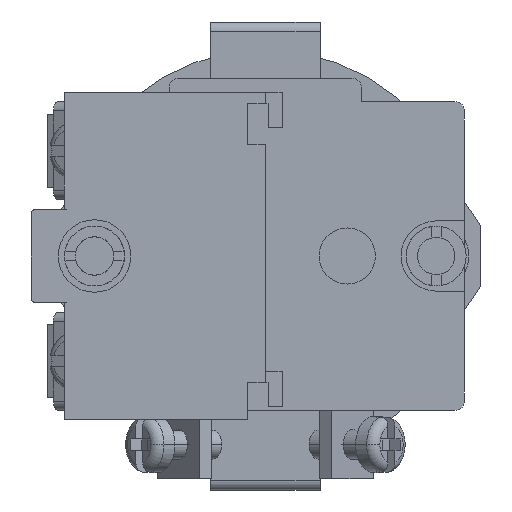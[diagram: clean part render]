
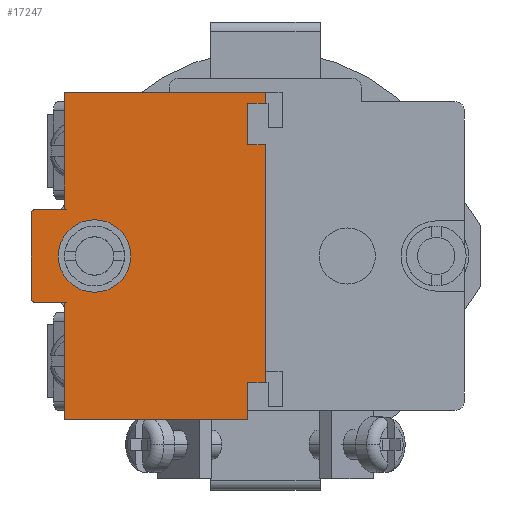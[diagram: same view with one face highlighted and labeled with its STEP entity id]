
A CAD part, front view. The second image highlights one B-rep face of the part: STEP entity #17247.
In plain terms, the highlighted planar face has unit normal (0, -1, 0).
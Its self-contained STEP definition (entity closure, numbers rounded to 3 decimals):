
#103 = CARTESIAN_POINT ( 'NONE',  ( -25., -72.1, -17.5 ) ) ;
#113 = EDGE_CURVE ( 'NONE', #2711, #1597, #7800, .T. ) ;
#773 = ORIENTED_EDGE ( 'NONE', *, *, #5164, .F. ) ;
#836 = CIRCLE ( 'NONE', #11971, 0.5 ) ;
#930 = VERTEX_POINT ( 'NONE', #12979 ) ;
#949 = LINE ( 'NONE', #1394, #16168 ) ;
#1066 = EDGE_CURVE ( 'NONE', #7455, #13890, #13136, .T. ) ;
#1342 = CARTESIAN_POINT ( 'NONE',  ( -21.5, -72.1, -17.5 ) ) ;
#1394 = CARTESIAN_POINT ( 'NONE',  ( 0.3, -72.1, -13.5 ) ) ;
#1409 = VECTOR ( 'NONE', #16071, 1000. ) ;
#1421 = CARTESIAN_POINT ( 'NONE',  ( -24.5, -72.1, -4.5 ) ) ;
#1465 = VECTOR ( 'NONE', #9858, 1000. ) ;
#1510 = VECTOR ( 'NONE', #16747, 1000. ) ;
#1519 = ORIENTED_EDGE ( 'NONE', *, *, #1841, .T. ) ;
#1556 = VERTEX_POINT ( 'NONE', #9970 ) ;
#1597 = VERTEX_POINT ( 'NONE', #8687 ) ;
#1607 = CARTESIAN_POINT ( 'NONE',  ( -24.5, -72.1, -5. ) ) ;
#1841 = EDGE_CURVE ( 'NONE', #8348, #16665, #8205, .T. ) ;
#1919 = ORIENTED_EDGE ( 'NONE', *, *, #18058, .T. ) ;
#1920 = DIRECTION ( 'NONE',  ( -1., 0., 0. ) ) ;
#2179 = VERTEX_POINT ( 'NONE', #14567 ) ;
#2491 = CARTESIAN_POINT ( 'NONE',  ( -24.5, -72.1, 5. ) ) ;
#2588 = ORIENTED_EDGE ( 'NONE', *, *, #11561, .T. ) ;
#2711 = VERTEX_POINT ( 'NONE', #14232 ) ;
#2793 = CARTESIAN_POINT ( 'NONE',  ( -12.5, -72.1, 11.9 ) ) ;
#2888 = VECTOR ( 'NONE', #17517, 1000. ) ;
#2896 = DIRECTION ( 'NONE',  ( 0., 0., 1. ) ) ;
#2960 = VERTEX_POINT ( 'NONE', #1607 ) ;
#3087 = CARTESIAN_POINT ( 'NONE',  ( -22.125, -72.1, 0. ) ) ;
#3274 = VECTOR ( 'NONE', #19087, 1000. ) ;
#3423 = DIRECTION ( 'NONE',  ( 0., 1., 0. ) ) ;
#3528 = VECTOR ( 'NONE', #16193, 1000. ) ;
#3744 = VECTOR ( 'NONE', #2896, 1000. ) ;
#3816 = CARTESIAN_POINT ( 'NONE',  ( -1.9, -72.1, 16.3 ) ) ;
#3929 = CARTESIAN_POINT ( 'NONE',  ( -24.5, -72.1, 4.5 ) ) ;
#4034 = CARTESIAN_POINT ( 'NONE',  ( 0., -72.1, 17.5 ) ) ;
#4176 = LINE ( 'NONE', #11393, #4630 ) ;
#4387 = CARTESIAN_POINT ( 'NONE',  ( 0., -72.1, 11.9 ) ) ;
#4630 = VECTOR ( 'NONE', #12917, 1000. ) ;
#4700 = CARTESIAN_POINT ( 'NONE',  ( -12.5, -72.1, 0. ) ) ;
#4712 = CARTESIAN_POINT ( 'NONE',  ( -25., -72.1, 4.5 ) ) ;
#5143 = DIRECTION ( 'NONE',  ( -1., 0., 0. ) ) ;
#5162 = EDGE_CURVE ( 'NONE', #17664, #2960, #7594, .T. ) ;
#5164 = EDGE_CURVE ( 'NONE', #13561, #930, #15955, .T. ) ;
#5258 = AXIS2_PLACEMENT_3D ( 'NONE', #13655, #10638, #16443 ) ;
#5283 = VECTOR ( 'NONE', #14627, 1000. ) ;
#5307 = LINE ( 'NONE', #2793, #1409 ) ;
#5382 = EDGE_CURVE ( 'NONE', #17664, #6424, #15619, .T. ) ;
#5705 = ORIENTED_EDGE ( 'NONE', *, *, #113, .T. ) ;
#5884 = CARTESIAN_POINT ( 'NONE',  ( -25., -72.1, -4.5 ) ) ;
#6027 = EDGE_CURVE ( 'NONE', #2960, #18763, #10656, .T. ) ;
#6104 = ORIENTED_EDGE ( 'NONE', *, *, #5382, .F. ) ;
#6272 = PLANE ( 'NONE',  #10088 ) ;
#6314 = LINE ( 'NONE', #7793, #1510 ) ;
#6424 = VERTEX_POINT ( 'NONE', #4712 ) ;
#6668 = EDGE_CURVE ( 'NONE', #2179, #9009, #11564, .T. ) ;
#6769 = VECTOR ( 'NONE', #8153, 1000. ) ;
#7219 = EDGE_CURVE ( 'NONE', #18763, #14804, #12724, .T. ) ;
#7427 = EDGE_CURVE ( 'NONE', #2179, #14804, #10821, .T. ) ;
#7455 = VERTEX_POINT ( 'NONE', #4387 ) ;
#7591 = EDGE_LOOP ( 'NONE', ( #8071, #1519 ) ) ;
#7594 = CIRCLE ( 'NONE', #16209, 0.5 ) ;
#7695 = ORIENTED_EDGE ( 'NONE', *, *, #12292, .F. ) ;
#7793 = CARTESIAN_POINT ( 'NONE',  ( -25., -72.1, 5. ) ) ;
#7800 = LINE ( 'NONE', #3816, #17575 ) ;
#7915 = ORIENTED_EDGE ( 'NONE', *, *, #7427, .F. ) ;
#8036 = CARTESIAN_POINT ( 'NONE',  ( -1.9, -72.1, -13.5 ) ) ;
#8071 = ORIENTED_EDGE ( 'NONE', *, *, #14540, .T. ) ;
#8153 = DIRECTION ( 'NONE',  ( 1., 0., 0. ) ) ;
#8197 = CARTESIAN_POINT ( 'NONE',  ( 0., -72.1, 17.5 ) ) ;
#8205 = CIRCLE ( 'NONE', #5258, 3.875 ) ;
#8216 = CARTESIAN_POINT ( 'NONE',  ( -25., -72.1, -5. ) ) ;
#8329 = AXIS2_PLACEMENT_3D ( 'NONE', #12355, #3423, #5143 ) ;
#8348 = VERTEX_POINT ( 'NONE', #3087 ) ;
#8578 = CARTESIAN_POINT ( 'NONE',  ( -1.9, -72.1, -17.5 ) ) ;
#8687 = CARTESIAN_POINT ( 'NONE',  ( -1.9, -72.1, 16.3 ) ) ;
#8697 = EDGE_LOOP ( 'NONE', ( #5705, #15922, #15569, #7695, #773, #9208, #2588, #6104, #11337, #10926, #13638, #7915, #17503, #11529, #16953, #1919 ) ) ;
#8705 = CARTESIAN_POINT ( 'NONE',  ( -21.5, -72.1, 5. ) ) ;
#8788 = CARTESIAN_POINT ( 'NONE',  ( -21.5, -72.1, -5. ) ) ;
#8865 = DIRECTION ( 'NONE',  ( 1., 0., 0. ) ) ;
#8924 = CARTESIAN_POINT ( 'NONE',  ( -21.5, -72.1, -5. ) ) ;
#9009 = VERTEX_POINT ( 'NONE', #8036 ) ;
#9163 = VERTEX_POINT ( 'NONE', #4034 ) ;
#9208 = ORIENTED_EDGE ( 'NONE', *, *, #16301, .F. ) ;
#9638 = EDGE_CURVE ( 'NONE', #9163, #1556, #19099, .T. ) ;
#9858 = DIRECTION ( 'NONE',  ( 0., 0., 1. ) ) ;
#9970 = CARTESIAN_POINT ( 'NONE',  ( 0., -72.1, 16.3 ) ) ;
#10046 = DIRECTION ( 'NONE',  ( -1., 0., 0. ) ) ;
#10082 = CARTESIAN_POINT ( 'NONE',  ( -25., -72.1, 17.5 ) ) ;
#10088 = AXIS2_PLACEMENT_3D ( 'NONE', #4700, #10686, #1920 ) ;
#10638 = DIRECTION ( 'NONE',  ( 0., 1., 0. ) ) ;
#10656 = LINE ( 'NONE', #8216, #6769 ) ;
#10686 = DIRECTION ( 'NONE',  ( 0., 1., 0. ) ) ;
#10821 = LINE ( 'NONE', #103, #3274 ) ;
#10834 = FACE_BOUND ( 'NONE', #7591, .T. ) ;
#10926 = ORIENTED_EDGE ( 'NONE', *, *, #6027, .T. ) ;
#11290 = DIRECTION ( 'NONE',  ( 0., 0., 1. ) ) ;
#11337 = ORIENTED_EDGE ( 'NONE', *, *, #5162, .T. ) ;
#11393 = CARTESIAN_POINT ( 'NONE',  ( -1.9, -72.1, 16.3 ) ) ;
#11529 = ORIENTED_EDGE ( 'NONE', *, *, #18761, .T. ) ;
#11561 = EDGE_CURVE ( 'NONE', #12155, #6424, #836, .T. ) ;
#11564 = LINE ( 'NONE', #8578, #1465 ) ;
#11971 = AXIS2_PLACEMENT_3D ( 'NONE', #3929, #18549, #15514 ) ;
#12155 = VERTEX_POINT ( 'NONE', #2491 ) ;
#12292 = EDGE_CURVE ( 'NONE', #930, #9163, #14644, .T. ) ;
#12355 = CARTESIAN_POINT ( 'NONE',  ( -18.25, -72.1, 0. ) ) ;
#12382 = CARTESIAN_POINT ( 'NONE',  ( 0., -72.1, -13.5 ) ) ;
#12724 = LINE ( 'NONE', #8788, #3528 ) ;
#12917 = DIRECTION ( 'NONE',  ( 1., 0., 0. ) ) ;
#12979 = CARTESIAN_POINT ( 'NONE',  ( -21.5, -72.1, 17.5 ) ) ;
#13136 = LINE ( 'NONE', #16303, #5283 ) ;
#13561 = VERTEX_POINT ( 'NONE', #15196 ) ;
#13604 = CARTESIAN_POINT ( 'NONE',  ( -14.375, -72.1, 0. ) ) ;
#13638 = ORIENTED_EDGE ( 'NONE', *, *, #7219, .T. ) ;
#13655 = CARTESIAN_POINT ( 'NONE',  ( -18.25, -72.1, 0. ) ) ;
#13690 = DIRECTION ( 'NONE',  ( 0., 0., 1. ) ) ;
#13736 = VECTOR ( 'NONE', #13690, 1000. ) ;
#13890 = VERTEX_POINT ( 'NONE', #12382 ) ;
#14010 = VECTOR ( 'NONE', #16904, 1000. ) ;
#14232 = CARTESIAN_POINT ( 'NONE',  ( -1.9, -72.1, 11.9 ) ) ;
#14540 = EDGE_CURVE ( 'NONE', #16665, #8348, #18218, .T. ) ;
#14567 = CARTESIAN_POINT ( 'NONE',  ( -1.9, -72.1, -17.5 ) ) ;
#14627 = DIRECTION ( 'NONE',  ( 0., 0., -1. ) ) ;
#14644 = LINE ( 'NONE', #10082, #2888 ) ;
#14804 = VERTEX_POINT ( 'NONE', #1342 ) ;
#15196 = CARTESIAN_POINT ( 'NONE',  ( -21.5, -72.1, 5. ) ) ;
#15264 = FACE_OUTER_BOUND ( 'NONE', #8697, .T. ) ;
#15514 = DIRECTION ( 'NONE',  ( -1., 0., 0. ) ) ;
#15569 = ORIENTED_EDGE ( 'NONE', *, *, #9638, .F. ) ;
#15619 = LINE ( 'NONE', #16479, #13736 ) ;
#15912 = DIRECTION ( 'NONE',  ( 0., -1., 0. ) ) ;
#15922 = ORIENTED_EDGE ( 'NONE', *, *, #18558, .T. ) ;
#15955 = LINE ( 'NONE', #8705, #3744 ) ;
#16071 = DIRECTION ( 'NONE',  ( -1., 0., 0. ) ) ;
#16168 = VECTOR ( 'NONE', #8865, 1000. ) ;
#16193 = DIRECTION ( 'NONE',  ( 0., 0., -1. ) ) ;
#16209 = AXIS2_PLACEMENT_3D ( 'NONE', #1421, #15912, #10046 ) ;
#16301 = EDGE_CURVE ( 'NONE', #12155, #13561, #6314, .T. ) ;
#16303 = CARTESIAN_POINT ( 'NONE',  ( 0., -72.1, 17.5 ) ) ;
#16443 = DIRECTION ( 'NONE',  ( -1., 0., 0. ) ) ;
#16479 = CARTESIAN_POINT ( 'NONE',  ( -25., -72.1, 17.5 ) ) ;
#16665 = VERTEX_POINT ( 'NONE', #13604 ) ;
#16747 = DIRECTION ( 'NONE',  ( 1., 0., 0. ) ) ;
#16904 = DIRECTION ( 'NONE',  ( 0., 0., -1. ) ) ;
#16953 = ORIENTED_EDGE ( 'NONE', *, *, #1066, .F. ) ;
#17247 = ADVANCED_FACE ( 'NONE', ( #10834, #15264 ), #6272, .F. ) ;
#17503 = ORIENTED_EDGE ( 'NONE', *, *, #6668, .T. ) ;
#17517 = DIRECTION ( 'NONE',  ( 1., 0., 0. ) ) ;
#17575 = VECTOR ( 'NONE', #11290, 1000. ) ;
#17664 = VERTEX_POINT ( 'NONE', #5884 ) ;
#18058 = EDGE_CURVE ( 'NONE', #7455, #2711, #5307, .T. ) ;
#18218 = CIRCLE ( 'NONE', #8329, 3.875 ) ;
#18549 = DIRECTION ( 'NONE',  ( 0., -1., 0. ) ) ;
#18558 = EDGE_CURVE ( 'NONE', #1597, #1556, #4176, .T. ) ;
#18761 = EDGE_CURVE ( 'NONE', #9009, #13890, #949, .T. ) ;
#18763 = VERTEX_POINT ( 'NONE', #8924 ) ;
#19087 = DIRECTION ( 'NONE',  ( -1., 0., 0. ) ) ;
#19099 = LINE ( 'NONE', #8197, #14010 ) ;
